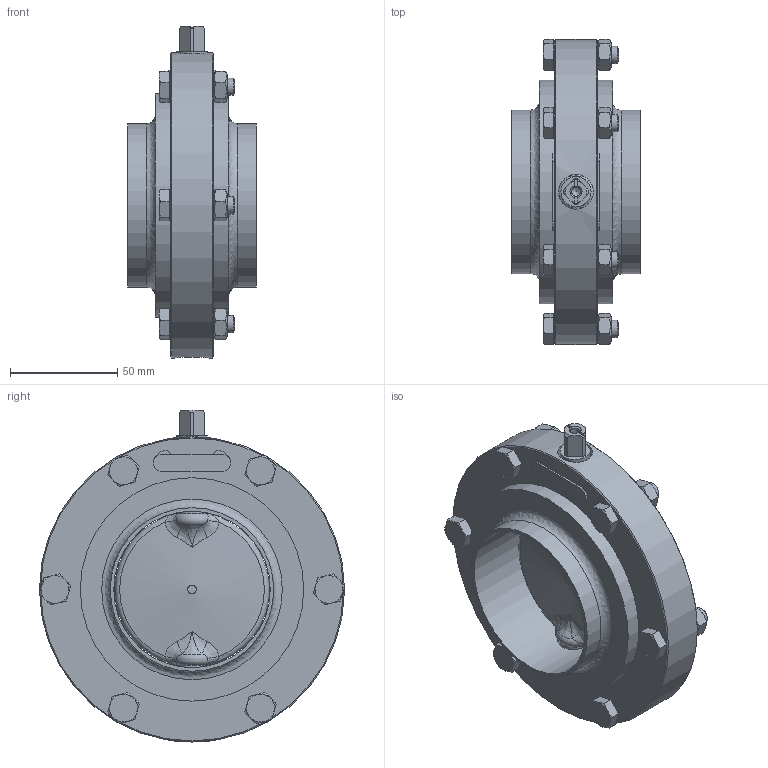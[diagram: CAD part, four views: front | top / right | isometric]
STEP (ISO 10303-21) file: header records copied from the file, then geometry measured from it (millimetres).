
FILE_DESCRIPTION((''),'2;1');
FILE_NAME('52204300XX30.stp','2010-11-26T09:04:29',('Creator'),(''),'Autodesk Inventor 2010','Autodesk Inventor 2010','');
FILE_SCHEMA(('AUTOMOTIVE_DESIGN { 1 0 10303 214 1 1 1 1 }'));
Length unit declared in the file: millimetre
Products named in the file (1): 52204300XX30
Bounding box: 60 x 142.08 x 154.5 mm (x, y, z)
Volume: 342066.2 mm3; surface area: 81988.8 mm2
Topology: 10 solids, 10 shells, 311 faces, 735 edges, 466 vertices
Faces by surface type: plane 148, cone 72, cylinder 55, bspline 30, torus 6
Full cylindrical faces by diameter (mm): 4.134 x1, 7.2 x2, 7.323 x6, 8 x12, 8.5 x6, 11.4 x6, 14 x2, 16.2 x2, 72.8 x1, 76.1 x2, 104 x2, 142 x1
Entity records: 10441 total; most frequent: CARTESIAN_POINT 4213, ORIENTED_EDGE 1244, DIRECTION 1182, EDGE_CURVE 622, AXIS2_PLACEMENT_3D 509, VERTEX_POINT 438, EDGE_LOOP 434, FACE_OUTER_BOUND 310
